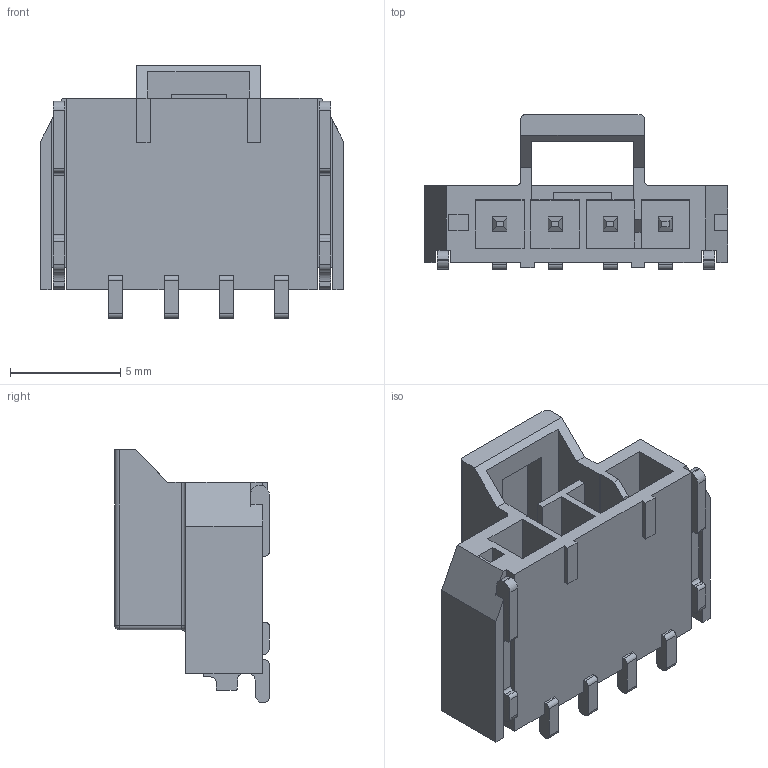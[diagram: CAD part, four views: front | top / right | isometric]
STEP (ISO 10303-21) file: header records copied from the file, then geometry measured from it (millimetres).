
FILE_DESCRIPTION((''),'2;1');
FILE_NAME('1054301204','2019-01-29T',('gga'),(''),'PRO/ENGINEER BY PARAMETRIC TECHNOLOGY CORPORATION, 2016010','PRO/ENGINEER BY PARAMETRIC TECHNOLOGY CORPORATION, 2016010','');
FILE_SCHEMA(('CONFIG_CONTROL_DESIGN'));
Length unit declared in the file: millimetre
Products named in the file (1): 1054301204
Bounding box: 13.74 x 6.99 x 11.43 mm (x, y, z)
Volume: 338.2 mm3; surface area: 915.5 mm2
Topology: 1 solids, 1 shells, 263 faces, 753 edges, 500 vertices
Faces by surface type: plane 206, cylinder 53, torus 2, sphere 2
Entity records: 8492 total; most frequent: CARTESIAN_POINT 1493, ORIENTED_EDGE 1458, DIRECTION 1389, EDGE_CURVE 729, VECTOR 645, LINE 645, VERTEX_POINT 476, AXIS2_PLACEMENT_3D 372
